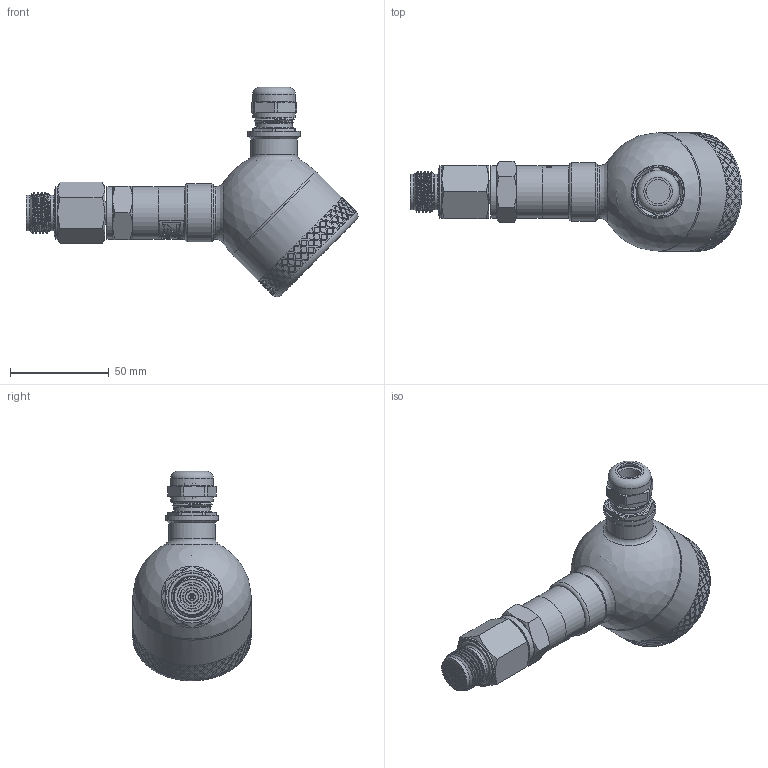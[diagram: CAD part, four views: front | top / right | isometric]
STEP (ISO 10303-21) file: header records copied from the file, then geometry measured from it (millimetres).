
FILE_DESCRIPTION(/* description */ (''),/* implementation_level */ '2;1');
FILE_NAME(/* name */ 'APZ3420mFH_G1''2DIN-flush_1_display.step',/* time_stamp */ '2021-07-07T16:06:53+03:00',/* author */ (''),/* organization */ (''),/* preprocessor_version */ 'ST-DEVELOPER v18.1',/* originating_system */ 'Autodesk Translation Framework v10.9.0.1377',/* authorisation */ '');
FILE_SCHEMA (('AUTOMOTIVE_DESIGN { 1 0 10303 214 3 1 1 }'));
Length unit declared in the file: millimetre
Products named in the file (14): АПЗ420М-полевойкорпус-
заполненный; Заполненный полевой 
корпус v13; Cover for display; Display; M20x1,5 steel cable gland v5; Cuerpo GAE.2000.0 Prensaestopas GADI M20x1.5 IP68 Laton; Junta GAE.2000.0 Prensaestopas GADI M20x1.5 IP68 Laton; Tuerca GAE.2000.0 Prensaestopas GADI M20x1.5 IP68 Laton; Brida GAE.2000.0 Prensaestopas GADI M20x1.5 IP68 Laton; Goma GAE.2000.0 Prensaestopas GADI M20x1.5 IP68 Laton; Main body; Adapter M20x1,5; G1\4EN; G1'2DIN diaphragm 18 v5 (1)
Assembly tree (12 placements, depth 4):
  АПЗ420М-полевойкорпус-
заполненный
    Заполненный полевой 
корпус v13
      Cover for display
      Display
      M20x1,5 steel cable gland v5
        Cuerpo GAE.2000.0 Prensaestopas GADI M20x1.5 IP68 Laton
        Junta GAE.2000.0 Prensaestopas GADI M20x1.5 IP68 Laton
        Tuerca GAE.2000.0 Prensaestopas GADI M20x1.5 IP68 Laton
        Brida GAE.2000.0 Prensaestopas GADI M20x1.5 IP68 Laton
        Goma GAE.2000.0 Prensaestopas GADI M20x1.5 IP68 Laton
      Main body
      Adapter M20x1,5
    G1\4EN
  G1'2DIN diaphragm 18 v5 (1)
Bounding box: 168.38 x 60.1 x 106.38 mm (x, y, z)
Volume: 241832.7 mm3; surface area: 59906.9 mm2
Topology: 21 solids, 21 shells, 1911 faces, 4803 edges, 3150 vertices
Faces by surface type: bspline 1049, plane 387, cylinder 361, cone 70, torus 43, sphere 1
Full cylindrical faces by diameter (mm): 2 x1, 3.3 x1, 4 x1, 5 x7, 9.5 x2, 11 x1, 11.445 x4, 12.3 x2, 13 x1, 13.157 x9, 15 x4, 16 x1, 16.2 x1, 17 x1, 17.15 x1, 18 x6, 18.526 x5, 18.631 x4, 18.75 x7, 19 x1, 20 x2, 20.203 x5, 20.3 x5, 20.8 x1, 21 x1, 21.6 x1, 21.7 x2, 21.767 x1, 22.4 x1, 23.6 x1
Entity records: 88383 total; most frequent: CARTESIAN_POINT 50991, ORIENTED_EDGE 9602, EDGE_CURVE 4801, DIRECTION 4097, VERTEX_POINT 3150, B_SPLINE_CURVE_WITH_KNOTS 3000, EDGE_LOOP 2175, FACE_OUTER_BOUND 1911
